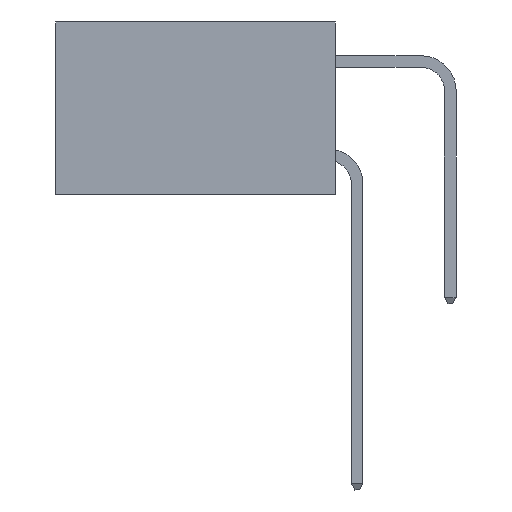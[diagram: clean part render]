
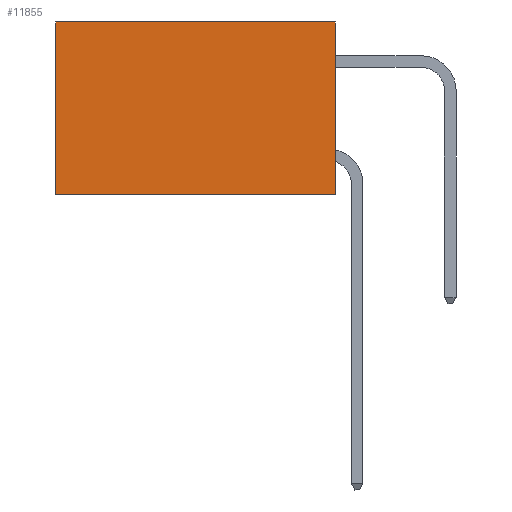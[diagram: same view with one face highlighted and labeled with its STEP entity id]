
A CAD part, left-side view. The second image highlights one B-rep face of the part: STEP entity #11855.
In plain terms, the highlighted planar face has unit normal (-1, 0, 0).
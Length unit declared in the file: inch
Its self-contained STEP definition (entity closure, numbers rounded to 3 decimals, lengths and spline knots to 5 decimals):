
#1182 = VERTEX_POINT ( 'NONE', #19155 ) ;
#2119 = ORIENTED_EDGE ( 'NONE', *, *, #35482, .F. ) ;
#2799 = CARTESIAN_POINT ( 'NONE',  ( 0.2875, 0., 0. ) ) ;
#3117 = LINE ( 'NONE', #30122, #23791 ) ;
#3571 = VECTOR ( 'NONE', #21551, 39.37008 ) ;
#5034 = EDGE_CURVE ( 'NONE', #24726, #22945, #28393, .T. ) ;
#7747 = VECTOR ( 'NONE', #17351, 39.37008 ) ;
#8889 = EDGE_CURVE ( 'NONE', #19184, #1182, #27645, .T. ) ;
#11808 = ORIENTED_EDGE ( 'NONE', *, *, #5034, .T. ) ;
#11855 = ADVANCED_FACE ( 'NONE', ( #29901 ), #27133, .F. ) ;
#16007 = AXIS2_PLACEMENT_3D ( 'NONE', #22065, #32803, #21946 ) ;
#16715 = EDGE_LOOP ( 'NONE', ( #11808, #2119, #17772, #33801 ) ) ;
#17351 = DIRECTION ( 'NONE',  ( 0., 0., -1. ) ) ;
#17772 = ORIENTED_EDGE ( 'NONE', *, *, #8889, .F. ) ;
#19155 = CARTESIAN_POINT ( 'NONE',  ( 0.2875, 0., -0.37 ) ) ;
#19184 = VERTEX_POINT ( 'NONE', #26309 ) ;
#19771 = DIRECTION ( 'NONE',  ( 0., 1., 0. ) ) ;
#21283 = VECTOR ( 'NONE', #31284, 39.37008 ) ;
#21504 = CARTESIAN_POINT ( 'NONE',  ( 0.2875, 0.6, 0. ) ) ;
#21551 = DIRECTION ( 'NONE',  ( 0., 0., -1. ) ) ;
#21946 = DIRECTION ( 'NONE',  ( 0., 0., -1. ) ) ;
#22065 = CARTESIAN_POINT ( 'NONE',  ( 0.2875, 0., 0. ) ) ;
#22945 = VERTEX_POINT ( 'NONE', #24503 ) ;
#23791 = VECTOR ( 'NONE', #19771, 39.37008 ) ;
#24503 = CARTESIAN_POINT ( 'NONE',  ( 0.2875, 0.6, -0.37 ) ) ;
#24726 = VERTEX_POINT ( 'NONE', #21504 ) ;
#26309 = CARTESIAN_POINT ( 'NONE',  ( 0.2875, 0., 0. ) ) ;
#27133 = PLANE ( 'NONE',  #16007 ) ;
#27645 = LINE ( 'NONE', #2799, #3571 ) ;
#27933 = CARTESIAN_POINT ( 'NONE',  ( 0.2875, 0.6, 0. ) ) ;
#28393 = LINE ( 'NONE', #27933, #7747 ) ;
#28518 = CARTESIAN_POINT ( 'NONE',  ( 0.2875, 0., -0.37 ) ) ;
#28603 = LINE ( 'NONE', #28518, #21283 ) ;
#29901 = FACE_OUTER_BOUND ( 'NONE', #16715, .T. ) ;
#30122 = CARTESIAN_POINT ( 'NONE',  ( 0.2875, 0., 0. ) ) ;
#30647 = EDGE_CURVE ( 'NONE', #19184, #24726, #3117, .T. ) ;
#31284 = DIRECTION ( 'NONE',  ( 0., 1., 0. ) ) ;
#32803 = DIRECTION ( 'NONE',  ( 1., 0., 0. ) ) ;
#33801 = ORIENTED_EDGE ( 'NONE', *, *, #30647, .T. ) ;
#35482 = EDGE_CURVE ( 'NONE', #1182, #22945, #28603, .T. ) ;
